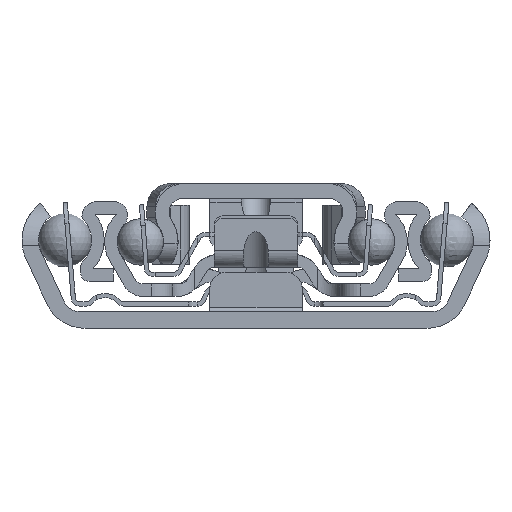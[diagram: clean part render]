
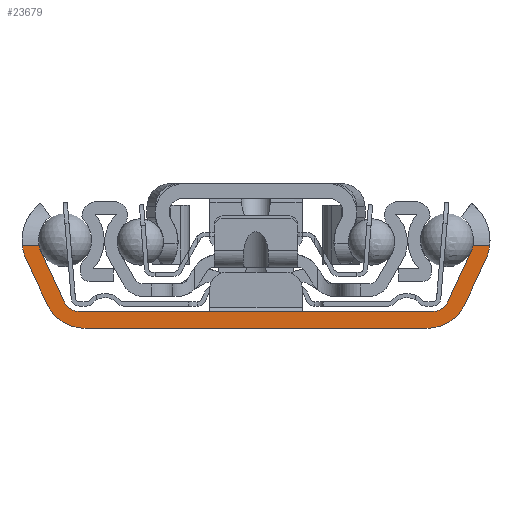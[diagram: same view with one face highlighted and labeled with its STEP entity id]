
A CAD part, left-side view. The second image highlights one B-rep face of the part: STEP entity #23679.
In plain terms, the highlighted planar face has unit normal (-1, 0, 0).
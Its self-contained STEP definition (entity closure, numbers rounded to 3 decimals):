
#489=CIRCLE('',#25353,5.475);
#498=CIRCLE('',#25364,3.5);
#499=CIRCLE('',#25372,5.);
#500=CIRCLE('',#25375,3.5);
#501=CIRCLE('',#25378,2.);
#502=CIRCLE('',#25380,2.);
#503=CIRCLE('',#25383,5.475);
#504=CIRCLE('',#25386,5.);
#1605=LINE('',#35088,#3817);
#1749=LINE('',#36513,#3961);
#1750=LINE('',#36528,#3962);
#1755=LINE('',#36541,#3967);
#1757=LINE('',#36548,#3969);
#1760=LINE('',#36557,#3972);
#1762=LINE('',#36564,#3974);
#1765=LINE('',#36571,#3977);
#3817=VECTOR('',#27713,10.);
#3961=VECTOR('',#28343,10.);
#3962=VECTOR('',#28348,10.);
#3967=VECTOR('',#28365,10.);
#3969=VECTOR('',#28373,10.);
#3972=VECTOR('',#28386,10.);
#3974=VECTOR('',#28394,10.);
#3977=VECTOR('',#28403,10.);
#6050=PLANE('',#25388);
#6763=FACE_OUTER_BOUND('',#8018,.T.);
#8018=EDGE_LOOP('',(#16412,#16413,#16414,#16415,#16416,#16417,#16418,#16419,
#16420,#16421,#16422,#16423,#16424,#16425,#16426,#16427));
#9510=VERTEX_POINT('',#35086);
#9511=VERTEX_POINT('',#35087);
#9727=VERTEX_POINT('',#36437);
#9728=VERTEX_POINT('',#36452);
#9740=VERTEX_POINT('',#36482);
#9741=VERTEX_POINT('',#36493);
#9742=VERTEX_POINT('',#36497);
#9744=VERTEX_POINT('',#36516);
#9746=VERTEX_POINT('',#36535);
#9747=VERTEX_POINT('',#36536);
#9748=VERTEX_POINT('',#36543);
#9749=VERTEX_POINT('',#36547);
#9750=VERTEX_POINT('',#36553);
#9751=VERTEX_POINT('',#36559);
#9752=VERTEX_POINT('',#36563);
#9753=VERTEX_POINT('',#36567);
#11963=EDGE_CURVE('',#9510,#9511,#1605,.T.);
#12293=EDGE_CURVE('',#9727,#9728,#489,.T.);
#12310=EDGE_CURVE('',#9740,#9741,#498,.T.);
#12313=EDGE_CURVE('',#9742,#9740,#1749,.T.);
#12316=EDGE_CURVE('',#9744,#9727,#1750,.T.);
#12320=EDGE_CURVE('',#9746,#9747,#499,.T.);
#12323=EDGE_CURVE('',#9728,#9746,#1755,.T.);
#12325=EDGE_CURVE('',#9748,#9744,#500,.T.);
#12326=EDGE_CURVE('',#9749,#9748,#1757,.T.);
#12328=EDGE_CURVE('',#9511,#9749,#501,.T.);
#12329=EDGE_CURVE('',#9750,#9510,#502,.T.);
#12331=EDGE_CURVE('',#9741,#9750,#1760,.T.);
#12333=EDGE_CURVE('',#9751,#9742,#503,.T.);
#12334=EDGE_CURVE('',#9752,#9751,#1762,.T.);
#12336=EDGE_CURVE('',#9753,#9752,#504,.T.);
#12338=EDGE_CURVE('',#9747,#9753,#1765,.T.);
#16412=ORIENTED_EDGE('',*,*,#12316,.F.);
#16413=ORIENTED_EDGE('',*,*,#12325,.F.);
#16414=ORIENTED_EDGE('',*,*,#12326,.F.);
#16415=ORIENTED_EDGE('',*,*,#12328,.F.);
#16416=ORIENTED_EDGE('',*,*,#11963,.F.);
#16417=ORIENTED_EDGE('',*,*,#12329,.F.);
#16418=ORIENTED_EDGE('',*,*,#12331,.F.);
#16419=ORIENTED_EDGE('',*,*,#12310,.F.);
#16420=ORIENTED_EDGE('',*,*,#12313,.F.);
#16421=ORIENTED_EDGE('',*,*,#12333,.F.);
#16422=ORIENTED_EDGE('',*,*,#12334,.F.);
#16423=ORIENTED_EDGE('',*,*,#12336,.F.);
#16424=ORIENTED_EDGE('',*,*,#12338,.F.);
#16425=ORIENTED_EDGE('',*,*,#12320,.F.);
#16426=ORIENTED_EDGE('',*,*,#12323,.F.);
#16427=ORIENTED_EDGE('',*,*,#12293,.F.);
#23679=ADVANCED_FACE('',(#6763),#6050,.F.);
#25353=AXIS2_PLACEMENT_3D('',#36453,#28309,#28310);
#25364=AXIS2_PLACEMENT_3D('',#36494,#28338,#28339);
#25372=AXIS2_PLACEMENT_3D('',#36537,#28359,#28360);
#25375=AXIS2_PLACEMENT_3D('',#36545,#28369,#28370);
#25378=AXIS2_PLACEMENT_3D('',#36551,#28377,#28378);
#25380=AXIS2_PLACEMENT_3D('',#36554,#28381,#28382);
#25383=AXIS2_PLACEMENT_3D('',#36561,#28390,#28391);
#25386=AXIS2_PLACEMENT_3D('',#36568,#28398,#28399);
#25388=AXIS2_PLACEMENT_3D('',#36572,#28404,#28405);
#27713=DIRECTION('',(0.,-1.,0.));
#28309=DIRECTION('center_axis',(1.,0.,0.));
#28310=DIRECTION('ref_axis',(0.,-0.595,0.804));
#28338=DIRECTION('center_axis',(-1.,0.,0.));
#28339=DIRECTION('ref_axis',(0.,-0.906,0.423));
#28343=DIRECTION('',(0.,-1.,0.));
#28348=DIRECTION('',(0.,-1.,0.));
#28359=DIRECTION('center_axis',(1.,0.,0.));
#28360=DIRECTION('ref_axis',(0.,-0.906,-0.423));
#28365=DIRECTION('',(0.,0.423,-0.906));
#28369=DIRECTION('center_axis',(-1.,0.,0.));
#28370=DIRECTION('ref_axis',(0.,0.593,-0.805));
#28373=DIRECTION('',(0.,-0.423,0.906));
#28377=DIRECTION('center_axis',(-1.,0.,0.));
#28378=DIRECTION('ref_axis',(0.,0.906,0.423));
#28381=DIRECTION('center_axis',(-1.,0.,0.));
#28382=DIRECTION('ref_axis',(0.,0.,1.));
#28386=DIRECTION('',(0.,-0.423,-0.906));
#28390=DIRECTION('center_axis',(1.,0.,0.));
#28391=DIRECTION('ref_axis',(0.,0.906,-0.423));
#28394=DIRECTION('',(0.,0.423,0.906));
#28398=DIRECTION('center_axis',(1.,0.,0.));
#28399=DIRECTION('ref_axis',(0.,0.,-1.));
#28403=DIRECTION('',(0.,1.,0.));
#28404=DIRECTION('center_axis',(1.,0.,0.));
#28405=DIRECTION('ref_axis',(0.,0.,-1.));
#35086=CARTESIAN_POINT('',(0.,21.049,2.));
#35087=CARTESIAN_POINT('',(0.,-21.049,2.));
#35088=CARTESIAN_POINT('',(0.,21.049,2.));
#36437=CARTESIAN_POINT('',(0.,-27.867,9.9));
#36452=CARTESIAN_POINT('',(0.,-27.387,8.186));
#36453=CARTESIAN_POINT('Origin',(0.,-22.425,10.5));
#36482=CARTESIAN_POINT('',(0.,25.873,9.9));
#36493=CARTESIAN_POINT('',(0.,25.597,9.021));
#36494=CARTESIAN_POINT('Origin',(0.,22.425,10.5));
#36497=CARTESIAN_POINT('',(0.,27.867,9.9));
#36513=CARTESIAN_POINT('',(0.,0.,9.9));
#36516=CARTESIAN_POINT('',(0.,-25.873,9.9));
#36528=CARTESIAN_POINT('',(0.,0.,9.9));
#36535=CARTESIAN_POINT('',(0.,-24.916,2.887));
#36536=CARTESIAN_POINT('',(0.,-20.384,0.));
#36537=CARTESIAN_POINT('Origin',(0.,-20.384,5.));
#36541=CARTESIAN_POINT('',(0.,-27.387,8.186));
#36543=CARTESIAN_POINT('',(0.,-25.597,9.021));
#36545=CARTESIAN_POINT('Origin',(0.,-22.425,10.5));
#36547=CARTESIAN_POINT('',(0.,-22.862,3.155));
#36548=CARTESIAN_POINT('',(0.,-22.862,3.155));
#36551=CARTESIAN_POINT('Origin',(0.,-21.049,4.));
#36553=CARTESIAN_POINT('',(0.,22.862,3.155));
#36554=CARTESIAN_POINT('Origin',(0.,21.049,4.));
#36557=CARTESIAN_POINT('',(0.,25.597,9.021));
#36559=CARTESIAN_POINT('',(0.,27.387,8.186));
#36561=CARTESIAN_POINT('Origin',(0.,22.425,10.5));
#36563=CARTESIAN_POINT('',(0.,24.916,2.887));
#36564=CARTESIAN_POINT('',(0.,24.916,2.887));
#36567=CARTESIAN_POINT('',(0.,20.384,0.));
#36568=CARTESIAN_POINT('Origin',(0.,20.384,5.));
#36571=CARTESIAN_POINT('',(0.,0.,0.));
#36572=CARTESIAN_POINT('Origin',(0.,0.,3.622));
